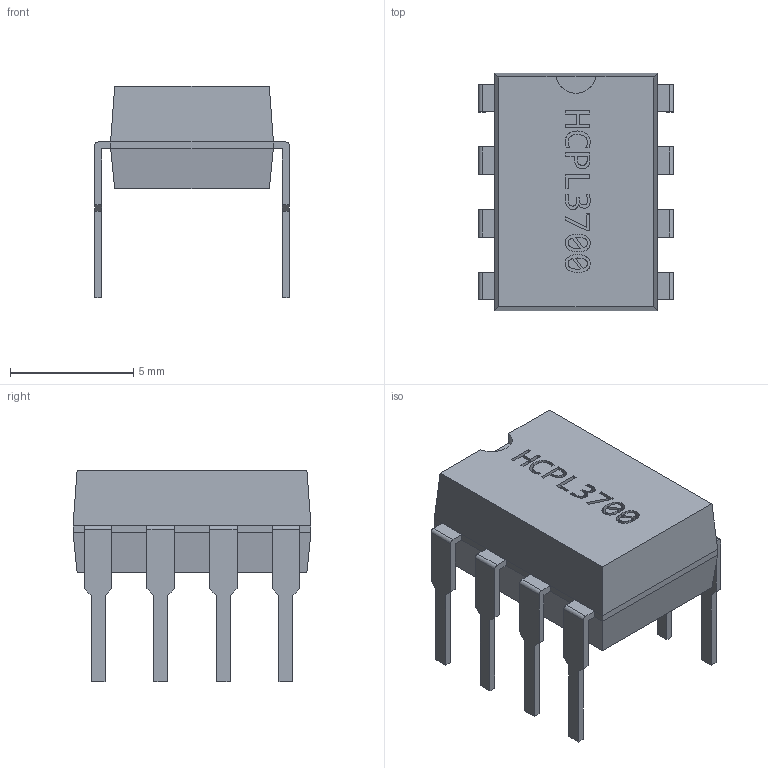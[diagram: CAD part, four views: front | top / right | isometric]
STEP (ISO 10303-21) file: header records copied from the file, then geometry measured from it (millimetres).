
FILE_DESCRIPTION( ( '' ), ' ' );
FILE_NAME( '59ee27f5c658900ba6e27d5b.step', '2017-10-23T17:33:42', ( '' ), ( '' ), ' ', ' ', ' ' );
FILE_SCHEMA( ( 'AUTOMOTIVE_DESIGN { 1 0 10303 214 1 1 1 1 }' ) );
Length unit declared in the file: metre
Products named in the file (9): Open CASCADE STEP translator 6.8 2; Open CASCADE STEP translator 6.8 1
Bounding box: 7.9 x 9.65 x 8.58 mm (x, y, z)
Volume: 266 mm3; surface area: 389.7 mm2
Topology: 9 solids, 9 shells, 318 faces, 853 edges, 566 vertices
Faces by surface type: plane 168, cylinder 96, extrusion 54
Entity records: 17683 total; most frequent: CARTESIAN_POINT 3027, ORIENTED_EDGE 1706, DIRECTION 1442, STYLED_ITEM 1171, PRESENTATION_STYLE_ASSIGNMENT 1171, COLOUR_RGB 1171, EDGE_CURVE 853, CURVE_STYLE 853
